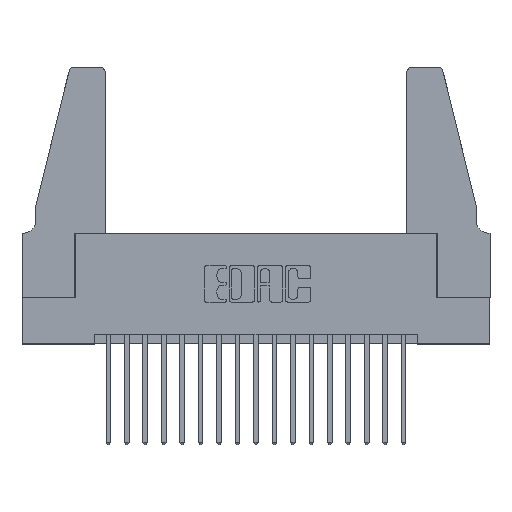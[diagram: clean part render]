
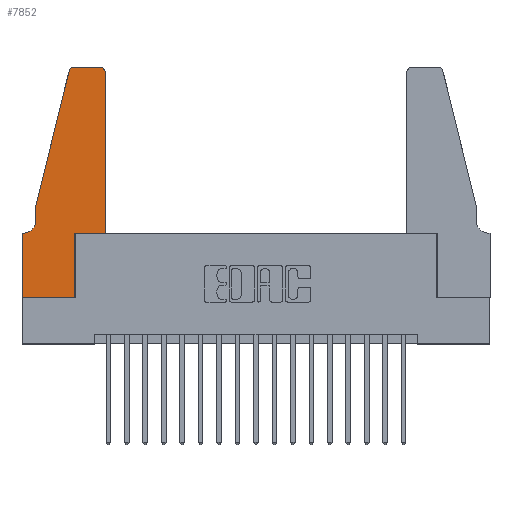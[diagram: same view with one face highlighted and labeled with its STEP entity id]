
A CAD part, top view. The second image highlights one B-rep face of the part: STEP entity #7852.
In plain terms, the highlighted planar face has unit normal (0, 0, 1).
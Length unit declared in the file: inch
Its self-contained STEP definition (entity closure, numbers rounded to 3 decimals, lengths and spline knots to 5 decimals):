
#174 = ORIENTED_EDGE ( 'NONE', *, *, #5448, .T. ) ;
#344 = EDGE_CURVE ( 'NONE', #14923, #18299, #15410, .T. ) ;
#696 = VECTOR ( 'NONE', #7327, 39.37008 ) ;
#719 = CARTESIAN_POINT ( 'NONE',  ( 0.284, 1.25, 0.37 ) ) ;
#849 = CARTESIAN_POINT ( 'NONE',  ( 0., 0.35, 0.37 ) ) ;
#1788 = CIRCLE ( 'NONE', #10412, 0.03 ) ;
#2005 = ORIENTED_EDGE ( 'NONE', *, *, #15911, .T. ) ;
#2281 = VERTEX_POINT ( 'NONE', #3785 ) ;
#2342 = CARTESIAN_POINT ( 'NONE',  ( 0.0755, 0.5, 0.37 ) ) ;
#2468 = VECTOR ( 'NONE', #4409, 39.37008 ) ;
#2499 = ORIENTED_EDGE ( 'NONE', *, *, #9407, .T. ) ;
#2930 = EDGE_CURVE ( 'NONE', #14140, #6643, #11990, .T. ) ;
#2998 = CARTESIAN_POINT ( 'NONE',  ( 0.0055, 0.35, 0.37 ) ) ;
#3003 = AXIS2_PLACEMENT_3D ( 'NONE', #17189, #8642, #18637 ) ;
#3079 = LINE ( 'NONE', #5074, #14220 ) ;
#3260 = EDGE_CURVE ( 'NONE', #6643, #14789, #3079, .T. ) ;
#3424 = CARTESIAN_POINT ( 'NONE',  ( 0.25487, 1.22718, 0.37 ) ) ;
#3728 = CIRCLE ( 'NONE', #16458, 0.07 ) ;
#3785 = CARTESIAN_POINT ( 'NONE',  ( 0.4205, 1.25, 0.37 ) ) ;
#3811 = EDGE_CURVE ( 'NONE', #11700, #12476, #6129, .T. ) ;
#4409 = DIRECTION ( 'NONE',  ( 0., -1., 0. ) ) ;
#4671 = DIRECTION ( 'NONE',  ( -0.239, -0.971, 0. ) ) ;
#5074 = CARTESIAN_POINT ( 'NONE',  ( 0., 0., 0.37 ) ) ;
#5210 = ORIENTED_EDGE ( 'NONE', *, *, #3260, .T. ) ;
#5284 = CARTESIAN_POINT ( 'NONE',  ( 0.0055, 0.42, 0.37 ) ) ;
#5448 = EDGE_CURVE ( 'NONE', #12476, #9723, #10311, .T. ) ;
#5628 = CARTESIAN_POINT ( 'NONE',  ( 0.4205, 1.22, 0.37 ) ) ;
#5648 = VECTOR ( 'NONE', #4671, 39.37008 ) ;
#6063 = EDGE_CURVE ( 'NONE', #9933, #14923, #18526, .T. ) ;
#6069 = AXIS2_PLACEMENT_3D ( 'NONE', #7295, #8725, #18719 ) ;
#6129 = LINE ( 'NONE', #11962, #5648 ) ;
#6159 = DIRECTION ( 'NONE',  ( -1., 0., 0. ) ) ;
#6407 = DIRECTION ( 'NONE',  ( 0., 1., 0. ) ) ;
#6582 = ORIENTED_EDGE ( 'NONE', *, *, #2930, .T. ) ;
#6603 = FACE_OUTER_BOUND ( 'NONE', #10695, .T. ) ;
#6610 = DIRECTION ( 'NONE',  ( 0., -1., 0. ) ) ;
#6643 = VERTEX_POINT ( 'NONE', #849 ) ;
#6813 = DIRECTION ( 'NONE',  ( -1., 0., 0. ) ) ;
#6868 = EDGE_CURVE ( 'NONE', #2281, #17045, #12227, .T. ) ;
#6986 = CARTESIAN_POINT ( 'NONE',  ( 0.4505, 0.35, 0.37 ) ) ;
#7043 = VECTOR ( 'NONE', #13533, 39.37008 ) ;
#7132 = DIRECTION ( 'NONE',  ( 1., 0., 0. ) ) ;
#7178 = ORIENTED_EDGE ( 'NONE', *, *, #344, .T. ) ;
#7210 = CARTESIAN_POINT ( 'NONE',  ( 0.2865, 0.35, 0.37 ) ) ;
#7295 = CARTESIAN_POINT ( 'NONE',  ( 0., 0.35, 0.37 ) ) ;
#7327 = DIRECTION ( 'NONE',  ( -1., 0., 0. ) ) ;
#7486 = LINE ( 'NONE', #12087, #7043 ) ;
#7495 = EDGE_CURVE ( 'NONE', #18299, #18566, #12892, .T. ) ;
#7852 = ADVANCED_FACE ( 'NONE', ( #6603 ), #15845, .T. ) ;
#7996 = ORIENTED_EDGE ( 'NONE', *, *, #17198, .T. ) ;
#8037 = DIRECTION ( 'NONE',  ( 1., 0., 0. ) ) ;
#8274 = CARTESIAN_POINT ( 'NONE',  ( 0.4505, 0.35, 0.37 ) ) ;
#8642 = DIRECTION ( 'NONE',  ( 0., 0., 1. ) ) ;
#8725 = DIRECTION ( 'NONE',  ( 0., 0., 1. ) ) ;
#8904 = CARTESIAN_POINT ( 'NONE',  ( 0.4505, 1.22, 0.37 ) ) ;
#9012 = CIRCLE ( 'NONE', #3003, 0.03 ) ;
#9089 = VECTOR ( 'NONE', #6407, 39.37008 ) ;
#9407 = EDGE_CURVE ( 'NONE', #14789, #9933, #7486, .T. ) ;
#9417 = CARTESIAN_POINT ( 'NONE',  ( 0.2865, 0.35, 0.37 ) ) ;
#9723 = VERTEX_POINT ( 'NONE', #16967 ) ;
#9933 = VERTEX_POINT ( 'NONE', #14839 ) ;
#10311 = LINE ( 'NONE', #14533, #2468 ) ;
#10412 = AXIS2_PLACEMENT_3D ( 'NONE', #5628, #15680, #7132 ) ;
#10688 = VECTOR ( 'NONE', #6159, 39.37008 ) ;
#10695 = EDGE_LOOP ( 'NONE', ( #11360, #2005, #12572, #174, #17061, #6582, #5210, #2499, #18048, #7178, #14169, #7996 ) ) ;
#11360 = ORIENTED_EDGE ( 'NONE', *, *, #6868, .T. ) ;
#11614 = VECTOR ( 'NONE', #8037, 39.37008 ) ;
#11700 = VERTEX_POINT ( 'NONE', #3424 ) ;
#11962 = CARTESIAN_POINT ( 'NONE',  ( 0.0755, 0.5, 0.37 ) ) ;
#11990 = LINE ( 'NONE', #15874, #696 ) ;
#12087 = CARTESIAN_POINT ( 'NONE',  ( 0., 0., 0.37 ) ) ;
#12090 = CARTESIAN_POINT ( 'NONE',  ( 0.4505, 0.35, 0.37 ) ) ;
#12227 = LINE ( 'NONE', #16175, #10688 ) ;
#12476 = VERTEX_POINT ( 'NONE', #2342 ) ;
#12572 = ORIENTED_EDGE ( 'NONE', *, *, #3811, .T. ) ;
#12892 = LINE ( 'NONE', #12090, #9089 ) ;
#13533 = DIRECTION ( 'NONE',  ( 1., 0., 0. ) ) ;
#14140 = VERTEX_POINT ( 'NONE', #2998 ) ;
#14169 = ORIENTED_EDGE ( 'NONE', *, *, #7495, .T. ) ;
#14220 = VECTOR ( 'NONE', #6610, 39.37008 ) ;
#14503 = EDGE_CURVE ( 'NONE', #9723, #14140, #3728, .T. ) ;
#14533 = CARTESIAN_POINT ( 'NONE',  ( 0.0755, 0.5, 0.37 ) ) ;
#14789 = VERTEX_POINT ( 'NONE', #16226 ) ;
#14839 = CARTESIAN_POINT ( 'NONE',  ( 0.2865, 0., 0.37 ) ) ;
#14923 = VERTEX_POINT ( 'NONE', #9417 ) ;
#15356 = DIRECTION ( 'NONE',  ( 0., 0., -1. ) ) ;
#15410 = LINE ( 'NONE', #6986, #11614 ) ;
#15680 = DIRECTION ( 'NONE',  ( 0., 0., 1. ) ) ;
#15845 = PLANE ( 'NONE',  #6069 ) ;
#15874 = CARTESIAN_POINT ( 'NONE',  ( 0.0755, 0.35, 0.37 ) ) ;
#15911 = EDGE_CURVE ( 'NONE', #17045, #11700, #9012, .T. ) ;
#16175 = CARTESIAN_POINT ( 'NONE',  ( 0.2605, 1.25, 0.37 ) ) ;
#16226 = CARTESIAN_POINT ( 'NONE',  ( 0., 0., 0.37 ) ) ;
#16458 = AXIS2_PLACEMENT_3D ( 'NONE', #5284, #15356, #6813 ) ;
#16967 = CARTESIAN_POINT ( 'NONE',  ( 0.0755, 0.42, 0.37 ) ) ;
#17045 = VERTEX_POINT ( 'NONE', #719 ) ;
#17061 = ORIENTED_EDGE ( 'NONE', *, *, #14503, .T. ) ;
#17189 = CARTESIAN_POINT ( 'NONE',  ( 0.284, 1.22, 0.37 ) ) ;
#17198 = EDGE_CURVE ( 'NONE', #18566, #2281, #1788, .T. ) ;
#18048 = ORIENTED_EDGE ( 'NONE', *, *, #6063, .T. ) ;
#18064 = VECTOR ( 'NONE', #18641, 39.37008 ) ;
#18299 = VERTEX_POINT ( 'NONE', #8274 ) ;
#18526 = LINE ( 'NONE', #7210, #18064 ) ;
#18566 = VERTEX_POINT ( 'NONE', #8904 ) ;
#18637 = DIRECTION ( 'NONE',  ( 1., 0., 0. ) ) ;
#18641 = DIRECTION ( 'NONE',  ( 0., 1., 0. ) ) ;
#18719 = DIRECTION ( 'NONE',  ( 1., 0., 0. ) ) ;
